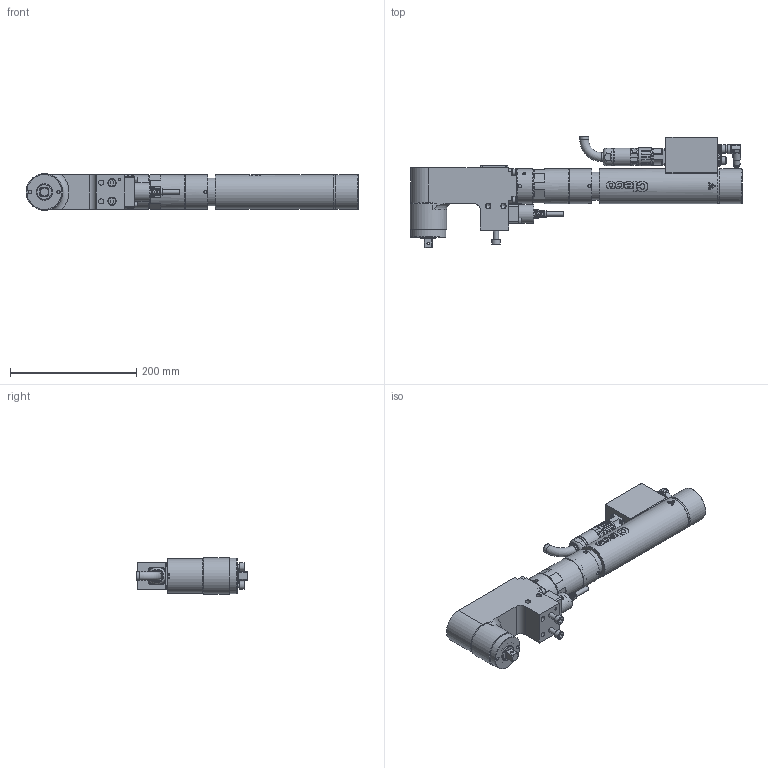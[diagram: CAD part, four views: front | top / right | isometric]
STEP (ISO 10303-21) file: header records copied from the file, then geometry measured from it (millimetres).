
FILE_DESCRIPTION(/* description */ (''),/* implementation_level */ '2;1');
FILE_NAME(/* name */ '2BD110T1A-A_IAM_001.iam.step',/* time_stamp */ '2021-07-21T07:34:52+02:00',/* author */ ('cideon'),/* organization */ (''),/* preprocessor_version */ 'ST-DEVELOPER v17.2',/* originating_system */ 'Autodesk Inventor 2019',/* authorisation */ '');
FILE_SCHEMA (('AUTOMOTIVE_DESIGN { 1 0 10303 214 3 1 1 }'));
Length unit declared in the file: centimetre
Products named in the file (1): Bauteil13
Bounding box: 525.7 x 176.97 x 58 mm (x, y, z)
Volume: 1593697.6 mm3; surface area: 276238.9 mm2
Topology: 2 solids, 2 shells, 3983 faces, 11213 edges, 7419 vertices
Faces by surface type: plane 2327, cylinder 917, bspline 278, cone 263, torus 185, sphere 13
Full cylindrical faces by diameter (mm): 0.434 x2, 0.6 x6, 0.9 x8, 1.6 x1, 1.83 x2, 2.1 x2, 2.5 x3, 2.8 x4, 3.4 x3, 3.5 x1, 4 x1, 4.2 x1, 4.5 x1, 5 x3, 5.1 x10, 5.3 x2, 5.5 x10, 5.6 x4, 5.9 x1, 6 x11, 6.3 x1, 6.6 x4, 7 x2, 7.3 x1, 7.5 x5, 8 x4, 10 x7, 10.5 x1, 10.9 x2, 11 x1
Entity records: 186102 total; most frequent: CARTESIAN_POINT 80469, ORIENTED_EDGE 22376, DIRECTION 19862, EDGE_CURVE 11188, VERTEX_POINT 7418, AXIS2_PLACEMENT_3D 6931, LINE 6000, VECTOR 6000
